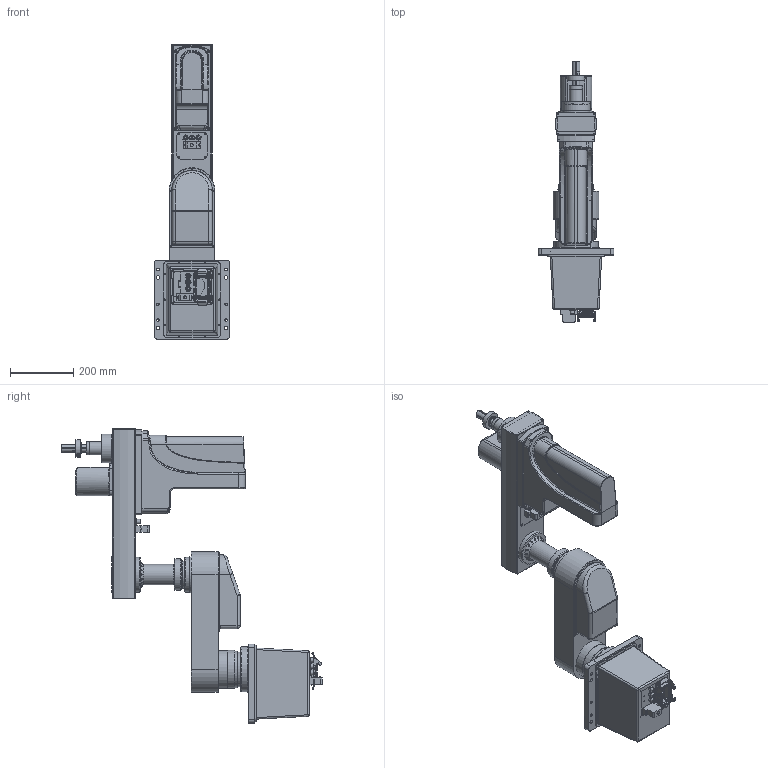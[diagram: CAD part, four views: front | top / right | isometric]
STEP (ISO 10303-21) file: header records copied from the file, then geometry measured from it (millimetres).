
FILE_DESCRIPTION (( 'STEP AP203' ), '1' );
FILE_NAME ('STG100-700潠眢耀倰.STEP', '2022-04-11T09:16:08', ( '' ), ( '' ), 'SwSTEP 2.0', 'SolidWorks 2018', '' );
FILE_SCHEMA (( 'CONFIG_CONTROL_DESIGN' ));
Length unit declared in the file: millimetre
Products named in the file (1): STG100-700潠眢耀倰
Bounding box: 240 x 824.9 x 931.5 mm (x, y, z)
Surface area: 1362067.9 mm2 (no closed solid volume)
Topology: 0 solids, 81 shells, 854 faces, 2905 edges, 2076 vertices
Faces by surface type: cylinder 419, plane 274, bspline 103, torus 29, cone 21, sphere 8
Full cylindrical faces by diameter (mm): 2.5 x5, 3.4 x1, 3.5 x16, 4 x16, 4.2 x4, 4.5 x47, 5 x2, 5.5 x12, 6 x13, 7 x1, 8 x15, 8.5 x4, 8.8 x4, 10 x3, 11 x4, 14 x11, 15 x1, 18 x4, 41.8 x1, 42 x1, 65 x1, 85 x2, 86 x1, 90 x3, 95 x1, 100 x1, 110 x4, 114 x1, 115 x3, 120 x2
Entity records: 38696 total; most frequent: CARTESIAN_POINT 15503, DIRECTION 4772, ORIENTED_EDGE 3909, EDGE_CURVE 2584, VERTEX_POINT 1982, AXIS2_PLACEMENT_3D 1904, EDGE_LOOP 1425, CIRCLE 1152
